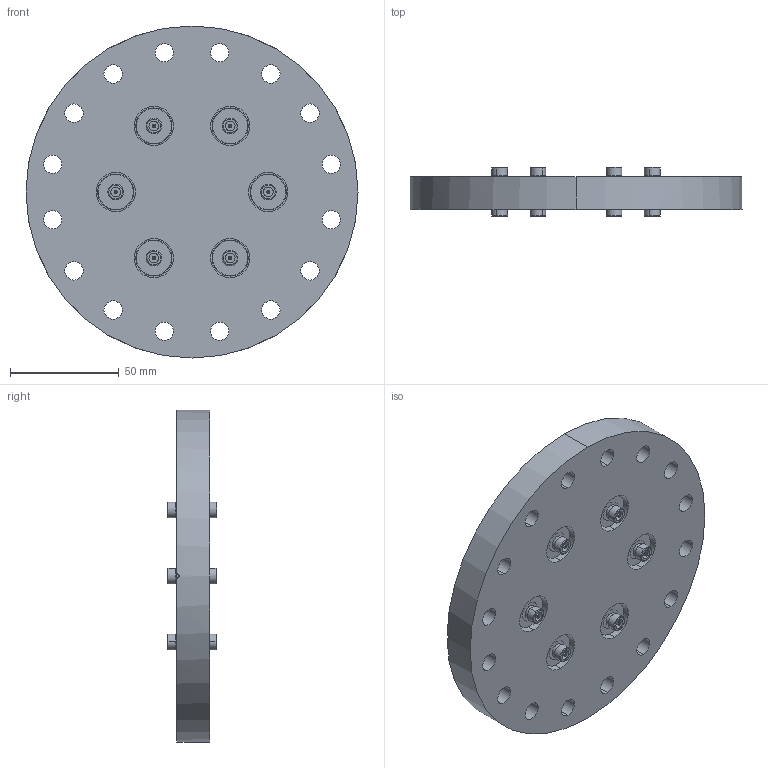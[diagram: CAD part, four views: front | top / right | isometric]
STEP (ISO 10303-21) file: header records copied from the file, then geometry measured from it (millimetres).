
FILE_DESCRIPTION (( 'STEP AP214' ), '1' );
FILE_NAME ('242-SMADF50-C100-6.STEP', '2021-03-15T09:42:03', ( '' ), ( '' ), 'SwSTEP 2.0', 'SolidWorks 2017', '' );
FILE_SCHEMA (( 'AUTOMOTIVE_DESIGN' ));
Length unit declared in the file: millimetre
Products named in the file (3): 242-SMADF50-C100-6; 242-SMADF50; 9411-C100-16.5-6_CF100
Assembly tree (7 placements, depth 2):
  242-SMADF50-C100-6
    9411-C100-16.5-6_CF100
    242-SMADF50  x6
Bounding box: 152.4 x 22.5 x 152.4 mm (x, y, z)
Volume: 233993.7 mm3; surface area: 63595 mm2
Topology: 19 solids, 19 shells, 376 faces, 800 edges, 516 vertices
Faces by surface type: cylinder 230, plane 94, cone 52
Entity records: 4604 total; most frequent: DIRECTION 760, CARTESIAN_POINT 694, ORIENTED_EDGE 600, AXIS2_PLACEMENT_3D 328, EDGE_CURVE 300, VERTEX_POINT 196, CIRCLE 192, EDGE_LOOP 186
